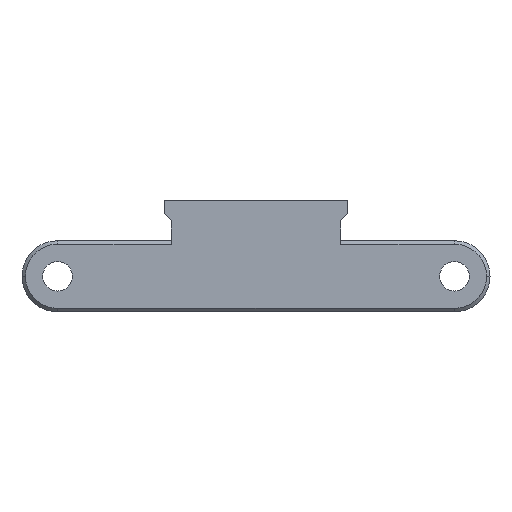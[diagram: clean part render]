
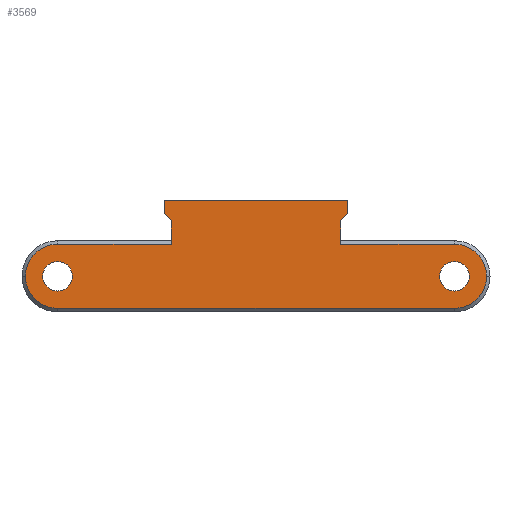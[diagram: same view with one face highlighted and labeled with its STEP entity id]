
A CAD part, front view. The second image highlights one B-rep face of the part: STEP entity #3569.
In plain terms, the highlighted planar face has unit normal (0, -1, 0).
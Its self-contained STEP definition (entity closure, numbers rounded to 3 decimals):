
#312=CARTESIAN_POINT('',(19.23,29.,42.514));
#313=VERTEX_POINT('',#312);
#328=CARTESIAN_POINT('',(0.,29.,42.514));
#329=VERTEX_POINT('',#328);
#336=CARTESIAN_POINT('',(19.23,29.,42.514));
#337=DIRECTION('',(-1.,-0.,0.));
#338=VECTOR('',#337,19.23);
#339=LINE('',#336,#338);
#340=EDGE_CURVE('',#313,#329,#339,.T.);
#494=CARTESIAN_POINT('',(47.77,29.,42.514));
#495=VERTEX_POINT('',#494);
#502=CARTESIAN_POINT('',(67.,29.,42.514));
#503=VERTEX_POINT('',#502);
#504=CARTESIAN_POINT('',(67.,29.,42.514));
#505=DIRECTION('',(-1.,-0.,0.));
#506=VECTOR('',#505,19.23);
#507=LINE('',#504,#506);
#508=EDGE_CURVE('',#503,#495,#507,.T.);
#740=CARTESIAN_POINT('',(18.,29.,47.638));
#741=VERTEX_POINT('',#740);
#757=CARTESIAN_POINT('',(19.23,29.,46.45));
#758=VERTEX_POINT('',#757);
#765=CARTESIAN_POINT('',(18.,29.,47.638));
#766=DIRECTION('',(0.719,-0.,-0.695));
#767=VECTOR('',#766,1.71);
#768=LINE('',#765,#767);
#769=EDGE_CURVE('',#741,#758,#768,.T.);
#780=CARTESIAN_POINT('',(18.,29.,49.95));
#781=VERTEX_POINT('',#780);
#782=CARTESIAN_POINT('',(18.,29.,47.638));
#783=DIRECTION('',(-0.,0.,1.));
#784=VECTOR('',#783,2.312);
#785=LINE('',#782,#784);
#786=EDGE_CURVE('',#741,#781,#785,.T.);
#803=CARTESIAN_POINT('',(49.,29.,47.638));
#804=VERTEX_POINT('',#803);
#812=CARTESIAN_POINT('',(49.,29.,49.95));
#813=VERTEX_POINT('',#812);
#820=CARTESIAN_POINT('',(49.,29.,47.638));
#821=DIRECTION('',(-0.,0.,1.));
#822=VECTOR('',#821,2.312);
#823=LINE('',#820,#822);
#824=EDGE_CURVE('',#804,#813,#823,.T.);
#844=CARTESIAN_POINT('',(47.77,29.,46.45));
#845=VERTEX_POINT('',#844);
#846=CARTESIAN_POINT('',(47.77,29.,46.45));
#847=DIRECTION('',(0.719,0.,0.695));
#848=VECTOR('',#847,1.71);
#849=LINE('',#846,#848);
#850=EDGE_CURVE('',#845,#804,#849,.T.);
#916=CARTESIAN_POINT('',(18.,29.,49.95));
#917=DIRECTION('',(1.,-0.,0.));
#918=VECTOR('',#917,31.);
#919=LINE('',#916,#918);
#920=EDGE_CURVE('',#781,#813,#919,.T.);
#1267=CARTESIAN_POINT('',(67.,29.,31.686));
#1268=VERTEX_POINT('',#1267);
#1275=CARTESIAN_POINT('',(0.,29.,31.686));
#1276=VERTEX_POINT('',#1275);
#1277=CARTESIAN_POINT('',(0.,29.,31.686));
#1278=DIRECTION('',(1.,0.,-0.));
#1279=VECTOR('',#1278,67.);
#1280=LINE('',#1277,#1279);
#1281=EDGE_CURVE('',#1276,#1268,#1280,.T.);
#1577=CARTESIAN_POINT('',(-5.414,29.,37.1));
#1578=VERTEX_POINT('',#1577);
#1585=CARTESIAN_POINT('',(0.,29.,37.1));
#1586=DIRECTION('',(0.,-1.,0.));
#1587=DIRECTION('',(0.,0.,1.));
#1588=AXIS2_PLACEMENT_3D('',#1585,#1586,#1587);
#1589=CIRCLE('',#1588,5.414);
#1590=EDGE_CURVE('',#329,#1578,#1589,.T.);
#1603=CARTESIAN_POINT('',(0.,29.,37.1));
#1604=DIRECTION('',(0.,-1.,0.));
#1605=DIRECTION('',(0.,0.,1.));
#1606=AXIS2_PLACEMENT_3D('',#1603,#1604,#1605);
#1607=CIRCLE('',#1606,5.414);
#1608=EDGE_CURVE('',#1578,#1276,#1607,.T.);
#1647=CARTESIAN_POINT('',(-0.,29.,39.6));
#1648=VERTEX_POINT('',#1647);
#1658=CARTESIAN_POINT('',(0.,29.,37.1));
#1659=DIRECTION('',(0.,-1.,0.));
#1660=DIRECTION('',(0.,0.,1.));
#1661=AXIS2_PLACEMENT_3D('',#1658,#1659,#1660);
#1662=CIRCLE('',#1661,2.5);
#1663=EDGE_CURVE('',#1648,#1648,#1662,.T.);
#2143=CARTESIAN_POINT('',(72.414,29.,37.1));
#2144=VERTEX_POINT('',#2143);
#2145=CARTESIAN_POINT('',(67.,29.,37.1));
#2146=DIRECTION('',(0.,1.,-0.));
#2147=DIRECTION('',(-0.,0.,1.));
#2148=AXIS2_PLACEMENT_3D('',#2145,#2146,#2147);
#2149=CIRCLE('',#2148,5.414);
#2150=EDGE_CURVE('',#503,#2144,#2149,.T.);
#2168=CARTESIAN_POINT('',(67.,29.,37.1));
#2169=DIRECTION('',(0.,1.,-0.));
#2170=DIRECTION('',(-0.,0.,1.));
#2171=AXIS2_PLACEMENT_3D('',#2168,#2169,#2170);
#2172=CIRCLE('',#2171,5.414);
#2173=EDGE_CURVE('',#2144,#1268,#2172,.T.);
#2214=CARTESIAN_POINT('',(67.,29.,39.6));
#2215=VERTEX_POINT('',#2214);
#2225=CARTESIAN_POINT('',(67.,29.,37.1));
#2226=DIRECTION('',(0.,1.,-0.));
#2227=DIRECTION('',(0.,0.,1.));
#2228=AXIS2_PLACEMENT_3D('',#2225,#2226,#2227);
#2229=CIRCLE('',#2228,2.5);
#2230=EDGE_CURVE('',#2215,#2215,#2229,.T.);
#3528=CARTESIAN_POINT('',(47.77,29.,42.514));
#3529=DIRECTION('',(-0.,0.,1.));
#3530=VECTOR('',#3529,3.936);
#3531=LINE('',#3528,#3530);
#3532=EDGE_CURVE('',#495,#845,#3531,.T.);
#3537=CARTESIAN_POINT('',(24.24,29.,39.45));
#3538=DIRECTION('',(0.,1.,-0.));
#3539=DIRECTION('',(0.,0.,1.));
#3540=AXIS2_PLACEMENT_3D('',#3537,#3538,#3539);
#3541=PLANE('',#3540);
#3542=ORIENTED_EDGE('',*,*,#769,.T.);
#3543=CARTESIAN_POINT('',(19.23,29.,42.514));
#3544=DIRECTION('',(-0.,0.,1.));
#3545=VECTOR('',#3544,3.936);
#3546=LINE('',#3543,#3545);
#3547=EDGE_CURVE('',#313,#758,#3546,.T.);
#3548=ORIENTED_EDGE('',*,*,#3547,.F.);
#3549=ORIENTED_EDGE('',*,*,#340,.T.);
#3550=ORIENTED_EDGE('',*,*,#1590,.T.);
#3551=ORIENTED_EDGE('',*,*,#1608,.T.);
#3552=ORIENTED_EDGE('',*,*,#1281,.T.);
#3553=ORIENTED_EDGE('',*,*,#2173,.F.);
#3554=ORIENTED_EDGE('',*,*,#2150,.F.);
#3555=ORIENTED_EDGE('',*,*,#508,.T.);
#3556=ORIENTED_EDGE('',*,*,#3532,.T.);
#3557=ORIENTED_EDGE('',*,*,#850,.T.);
#3558=ORIENTED_EDGE('',*,*,#824,.T.);
#3559=ORIENTED_EDGE('',*,*,#920,.F.);
#3560=ORIENTED_EDGE('',*,*,#786,.F.);
#3561=EDGE_LOOP('',(#3542,#3548,#3549,#3550,#3551,#3552,#3553,#3554,#3555,#3556,#3557,#3558,#3559,#3560));
#3562=FACE_BOUND('',#3561,.T.);
#3563=ORIENTED_EDGE('',*,*,#1663,.F.);
#3564=EDGE_LOOP('',(#3563));
#3565=FACE_BOUND('',#3564,.T.);
#3566=ORIENTED_EDGE('',*,*,#2230,.T.);
#3567=EDGE_LOOP('',(#3566));
#3568=FACE_BOUND('',#3567,.T.);
#3569=ADVANCED_FACE('',(#3562,#3565,#3568),#3541,.F.);
